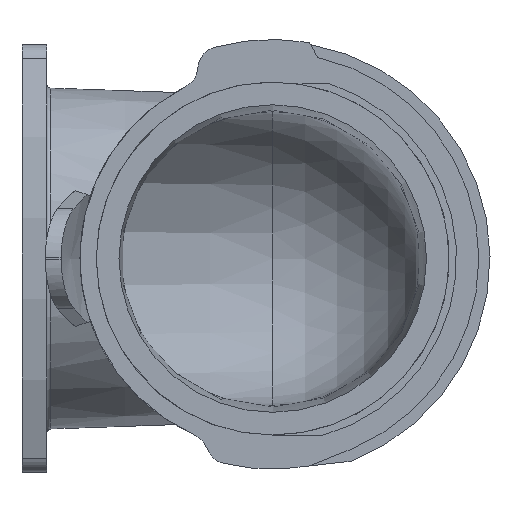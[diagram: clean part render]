
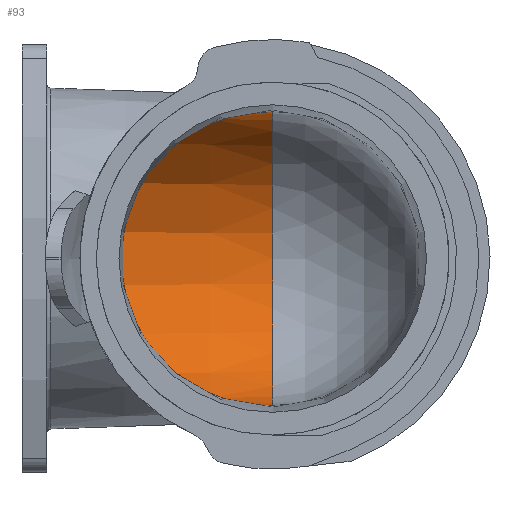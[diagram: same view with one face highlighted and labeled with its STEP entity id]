
A CAD part, front view. The second image highlights one B-rep face of the part: STEP entity #93.
In plain terms, the highlighted conical face has half-angle 1.528 degrees and reference radius 34.5 mm.
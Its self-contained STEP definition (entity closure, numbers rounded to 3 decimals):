
#93 = ADVANCED_FACE( '', ( #186, #187 ), #188, .F. );
#186 = FACE_BOUND( '', #354, .T. );
#187 = FACE_OUTER_BOUND( '', #355, .T. );
#188 = CONICAL_SURFACE( '', #356, 34.5, 0.027 );
#354 = EDGE_LOOP( '', ( #628, #629 ) );
#355 = EDGE_LOOP( '', ( #630 ) );
#356 = AXIS2_PLACEMENT_3D( '', #631, #632, #633 );
#628 = ORIENTED_EDGE( '', *, *, #1096, .T. );
#629 = ORIENTED_EDGE( '', *, *, #1098, .T. );
#630 = ORIENTED_EDGE( '', *, *, #1102, .F. );
#631 = CARTESIAN_POINT( '', ( 0., 4.3, 0. ) );
#632 = DIRECTION( '', ( -1., 0., 0. ) );
#633 = DIRECTION( '', ( 0., 0., 1. ) );
#1096 = EDGE_CURVE( '', #1316, #1317, #1318, .T. );
#1098 = EDGE_CURVE( '', #1317, #1316, #1320, .T. );
#1102 = EDGE_CURVE( '', #1327, #1327, #1328, .T. );
#1316 = VERTEX_POINT( '', #1891 );
#1317 = VERTEX_POINT( '', #1892 );
#1318 = B_SPLINE_CURVE_WITH_KNOTS( '', 3, ( #1893, #1894, #1895, #1896, #1897, #1898, #1899, #1900, #1901, #1902, #1903, #1904, #1905, #1906, #1907, #1908, #1909, #1910, #1911, #1912, #1913, #1914, #1915, #1916, #1917, #1918, #1919, #1920, #1921, #1922, #1923, #1924, #1925, #1926, #1927, #1928, #1929, #1930, #1931, #1932, #1933, #1934, #1935, #1936, #1937, #1938, #1939, #1940, #1941, #1942, #1943, #1944, #1945, #1946, #1947, #1948, #1949, #1950, #1951, #1952, #1953, #1954, #1955, #1956, #1957, #1958 ), .UNSPECIFIED., .F., .F., ( 4, 2, 2, 2, 2, 2, 2, 2, 2, 2, 2, 2, 2, 2, 2, 2, 2, 2, 2, 2, 2, 2, 2, 2, 2, 2, 2, 2, 2, 2, 2, 2, 4 ), ( 0.005, 0.009, 0.013, 0.021, 0.029, 0.033, 0.037, 0.045, 0.047, 0.049, 0.053, 0.055, 0.058, 0.062, 0.066, 0.07, 0.074, 0.076, 0.078, 0.082, 0.084, 0.086, 0.09, 0.092, 0.094, 0.102, 0.106, 0.108, 0.11, 0.118, 0.127, 0.131, 0.135 ), .UNSPECIFIED. );
#1320 = CIRCLE( '', #1960, 33. );
#1327 = VERTEX_POINT( '', #2034 );
#1328 = CIRCLE( '', #2035, 34.5 );
#1891 = CARTESIAN_POINT( '', ( 56.25, 4.3, 33. ) );
#1892 = CARTESIAN_POINT( '', ( 56.25, 4.3, -33. ) );
#1893 = CARTESIAN_POINT( '', ( 56.25, 4.3, 33. ) );
#1894 = CARTESIAN_POINT( '', ( 55.302, 3.345, 33.025 ) );
#1895 = CARTESIAN_POINT( '', ( 54.35, 2.395, 33.009 ) );
#1896 = CARTESIAN_POINT( '', ( 52.451, 0.495, 32.896 ) );
#1897 = CARTESIAN_POINT( '', ( 51.5, -0.456, 32.797 ) );
#1898 = CARTESIAN_POINT( '', ( 48.67, -3.286, 32.38 ) );
#1899 = CARTESIAN_POINT( '', ( 46.813, -5.143, 31.941 ) );
#1900 = CARTESIAN_POINT( '', ( 43.16, -8.796, 30.73 ) );
#1901 = CARTESIAN_POINT( '', ( 41.364, -10.592, 29.96 ) );
#1902 = CARTESIAN_POINT( '', ( 38.722, -13.234, 28.524 ) );
#1903 = CARTESIAN_POINT( '', ( 37.85, -14.106, 27.998 ) );
#1904 = CARTESIAN_POINT( '', ( 36.126, -15.83, 26.843 ) );
#1905 = CARTESIAN_POINT( '', ( 35.285, -16.671, 26.221 ) );
#1906 = CARTESIAN_POINT( '', ( 32.828, -19.128, 24.212 ) );
#1907 = CARTESIAN_POINT( '', ( 31.277, -20.679, 22.685 ) );
#1908 = CARTESIAN_POINT( '', ( 29.474, -22.482, 20.486 ) );
#1909 = CARTESIAN_POINT( '', ( 29.12, -22.837, 20.03 ) );
#1910 = CARTESIAN_POINT( '', ( 28.432, -23.524, 19.097 ) );
#1911 = CARTESIAN_POINT( '', ( 28.099, -23.857, 18.618 ) );
#1912 = CARTESIAN_POINT( '', ( 27.132, -24.825, 17.146 ) );
#1913 = CARTESIAN_POINT( '', ( 26.529, -25.427, 16.116 ) );
#1914 = CARTESIAN_POINT( '', ( 25.697, -26.259, 14.49 ) );
#1915 = CARTESIAN_POINT( '', ( 25.432, -26.524, 13.934 ) );
#1916 = CARTESIAN_POINT( '', ( 24.927, -27.029, 12.794 ) );
#1917 = CARTESIAN_POINT( '', ( 24.686, -27.27, 12.207 ) );
#1918 = CARTESIAN_POINT( '', ( 24.013, -27.943, 10.416 ) );
#1919 = CARTESIAN_POINT( '', ( 23.631, -28.326, 9.188 ) );
#1920 = CARTESIAN_POINT( '', ( 23.006, -28.951, 6.661 ) );
#1921 = CARTESIAN_POINT( '', ( 22.763, -29.193, 5.361 ) );
#1922 = CARTESIAN_POINT( '', ( 22.434, -29.522, 2.687 ) );
#1923 = CARTESIAN_POINT( '', ( 22.353, -29.603, 1.35 ) );
#1924 = CARTESIAN_POINT( '', ( 22.352, -29.605, -1.321 ) );
#1925 = CARTESIAN_POINT( '', ( 22.432, -29.524, -2.656 ) );
#1926 = CARTESIAN_POINT( '', ( 22.676, -29.281, -4.657 ) );
#1927 = CARTESIAN_POINT( '', ( 22.778, -29.179, -5.321 ) );
#1928 = CARTESIAN_POINT( '', ( 23.017, -28.939, -6.624 ) );
#1929 = CARTESIAN_POINT( '', ( 23.156, -28.801, -7.267 ) );
#1930 = CARTESIAN_POINT( '', ( 23.624, -28.332, -9.166 ) );
#1931 = CARTESIAN_POINT( '', ( 24.007, -27.95, -10.396 ) );
#1932 = CARTESIAN_POINT( '', ( 24.68, -27.276, -12.191 ) );
#1933 = CARTESIAN_POINT( '', ( 24.92, -27.037, -12.777 ) );
#1934 = CARTESIAN_POINT( '', ( 25.424, -26.533, -13.917 ) );
#1935 = CARTESIAN_POINT( '', ( 25.689, -26.268, -14.472 ) );
#1936 = CARTESIAN_POINT( '', ( 26.519, -25.437, -16.098 ) );
#1937 = CARTESIAN_POINT( '', ( 27.121, -24.835, -17.129 ) );
#1938 = CARTESIAN_POINT( '', ( 28.088, -23.868, -18.602 ) );
#1939 = CARTESIAN_POINT( '', ( 28.422, -23.535, -19.081 ) );
#1940 = CARTESIAN_POINT( '', ( 29.109, -22.848, -20.016 ) );
#1941 = CARTESIAN_POINT( '', ( 29.463, -22.493, -20.472 ) );
#1942 = CARTESIAN_POINT( '', ( 31.264, -20.692, -22.671 ) );
#1943 = CARTESIAN_POINT( '', ( 32.811, -19.145, -24.196 ) );
#1944 = CARTESIAN_POINT( '', ( 35.261, -16.695, -26.202 ) );
#1945 = CARTESIAN_POINT( '', ( 36.099, -15.857, -26.824 ) );
#1946 = CARTESIAN_POINT( '', ( 37.387, -14.569, -27.689 ) );
#1947 = CARTESIAN_POINT( '', ( 37.822, -14.134, -27.966 ) );
#1948 = CARTESIAN_POINT( '', ( 38.696, -13.26, -28.496 ) );
#1949 = CARTESIAN_POINT( '', ( 39.136, -12.82, -28.748 ) );
#1950 = CARTESIAN_POINT( '', ( 41.343, -10.613, -29.951 ) );
#1951 = CARTESIAN_POINT( '', ( 43.144, -8.813, -30.724 ) );
#1952 = CARTESIAN_POINT( '', ( 46.804, -5.152, -31.938 ) );
#1953 = CARTESIAN_POINT( '', ( 48.664, -3.292, -32.379 ) );
#1954 = CARTESIAN_POINT( '', ( 51.498, -0.458, -32.797 ) );
#1955 = CARTESIAN_POINT( '', ( 52.448, 0.493, -32.895 ) );
#1956 = CARTESIAN_POINT( '', ( 54.349, 2.394, -33.009 ) );
#1957 = CARTESIAN_POINT( '', ( 55.302, 3.345, -33.025 ) );
#1958 = CARTESIAN_POINT( '', ( 56.25, 4.3, -33. ) );
#1960 = AXIS2_PLACEMENT_3D( '', #2338, #2339, #2340 );
#2034 = CARTESIAN_POINT( '', ( 0., 4.3, -34.5 ) );
#2035 = AXIS2_PLACEMENT_3D( '', #2347, #2348, #2349 );
#2338 = CARTESIAN_POINT( '', ( 56.25, 4.3, 0. ) );
#2339 = DIRECTION( '', ( 1., 0., 0. ) );
#2340 = DIRECTION( '', ( 0., 0., -1. ) );
#2347 = CARTESIAN_POINT( '', ( 0., 4.3, 0. ) );
#2348 = DIRECTION( '', ( 1., 0., 0. ) );
#2349 = DIRECTION( '', ( 0., 0., -1. ) );
